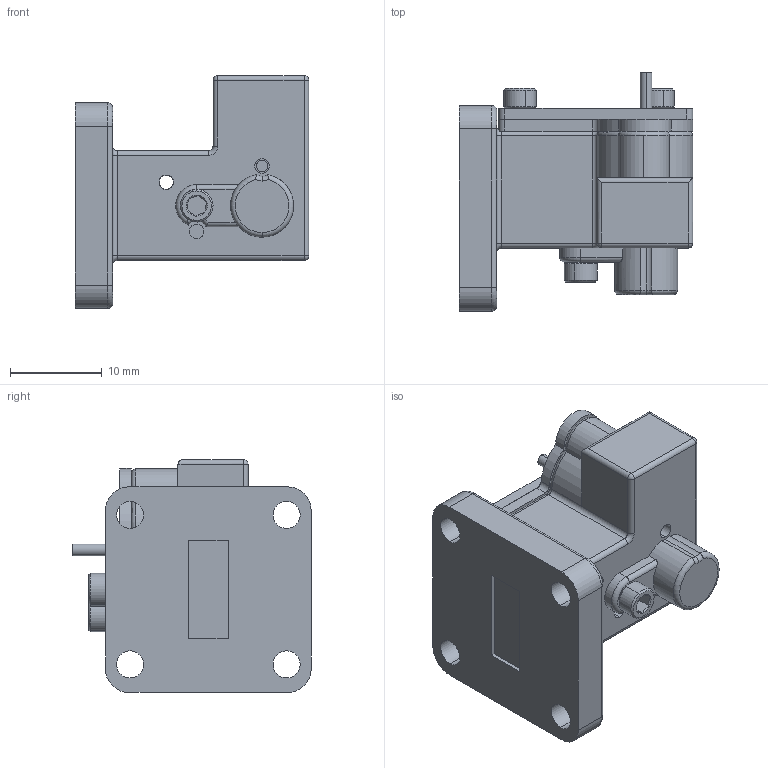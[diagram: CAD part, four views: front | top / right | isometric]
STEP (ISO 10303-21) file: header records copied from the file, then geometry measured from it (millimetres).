
FILE_DESCRIPTION (( 'STEP AP203' ), '1' );
FILE_NAME ('SOL-24307-42-GV.STEP', '2019-02-06T00:24:16', ( '' ), ( '' ), 'SwSTEP 2.0', 'SolidWorks 2016', '' );
FILE_SCHEMA (( 'CONFIG_CONTROL_DESIGN' ));
Length unit declared in the file: inch
Products named in the file (1): SOL-24307-42-GV
Bounding box: 25.4 x 25.91 x 25.32 mm (x, y, z)
Surface area: 4002.9 mm2 (no closed solid volume)
Topology: 0 solids, 9 shells, 276 faces, 858 edges, 572 vertices
Faces by surface type: plane 118, cylinder 91, cone 44, torus 19, sphere 4
Entity records: 9754 total; most frequent: CARTESIAN_POINT 1969, DIRECTION 1691, ORIENTED_EDGE 1470, EDGE_CURVE 852, AXIS2_PLACEMENT_3D 620, VERTEX_POINT 572, VECTOR 451, LINE 451
